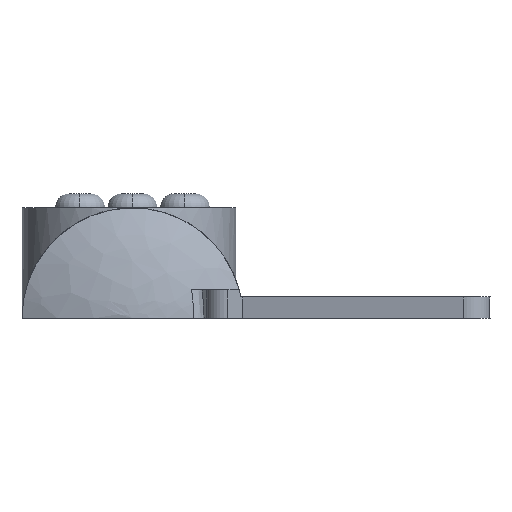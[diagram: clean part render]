
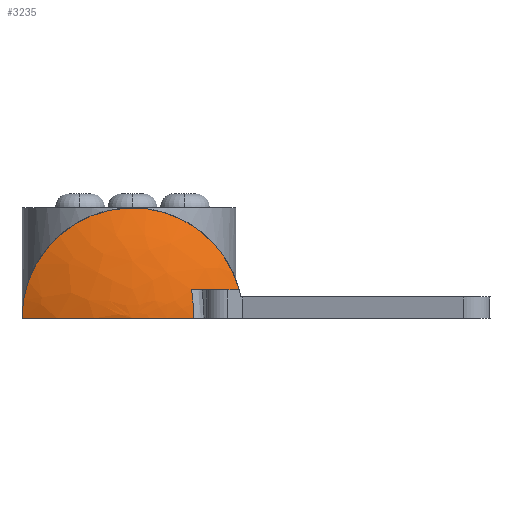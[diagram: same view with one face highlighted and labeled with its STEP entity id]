
A CAD part, left-side view. The second image highlights one B-rep face of the part: STEP entity #3235.
In plain terms, the highlighted free-form (B-spline) face has degree [2, 3] with [3, 4] control points.
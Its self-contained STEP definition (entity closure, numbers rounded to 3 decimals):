
#39 = CARTESIAN_POINT ( 'NONE',  ( -29.375, 1.927, 16.924 ) ) ;
#66 = CARTESIAN_POINT ( 'NONE',  ( -25.066, 41.604, 10.257 ) ) ;
#77 = CARTESIAN_POINT ( 'NONE',  ( -29.68, 1.467, 10.257 ) ) ;
#171 = CARTESIAN_POINT ( 'NONE',  ( -31.733, 15.771, 10.257 ) ) ;
#193 = CARTESIAN_POINT ( 'NONE',  ( -25.066, -10.062, 10.257 ) ) ;
#216 = CARTESIAN_POINT ( 'NONE',  ( -25.066, 41.604, 61.924 ) ) ;
#284 = CARTESIAN_POINT ( 'NONE',  ( -27.537, -3.69, 16.924 ) ) ;
#349 = CARTESIAN_POINT ( 'NONE',  ( -27.69, -3.29, 16.924 ) ) ;
#380 = ORIENTED_EDGE ( 'NONE', *, *, #2178, .T. ) ;
#442 = CARTESIAN_POINT ( 'NONE',  ( -29.647, 1.517, 12.48 ) ) ;
#492 = B_SPLINE_CURVE_WITH_KNOTS ( 'NONE', 3,
 ( #991, #3058, #4443, #2367, #651, #2027, #649, #349, #2734, #1749, #284, #1371, #1726, #4441, #4120, #3441, #2387 ),
 .UNSPECIFIED., .F., .F.,
 ( 4, 2, 2, 1, 1, 1, 1, 1, 2, 2, 4 ),
 ( 0., 0.25, 0.375, 0.438, 0.469, 0.484, 0.492, 0.496, 0.498, 0.5, 1. ),
 .UNSPECIFIED. ) ;
#503 = VERTEX_POINT ( 'NONE', #39 ) ;
#614 = CARTESIAN_POINT ( 'NONE',  ( -31.733, 15.771, 10.257 ) ) ;
#649 = CARTESIAN_POINT ( 'NONE',  ( -27.86, -2.838, 16.924 ) ) ;
#651 = CARTESIAN_POINT ( 'NONE',  ( -28.264, -1.708, 16.924 ) ) ;
#679 = EDGE_CURVE ( 'NONE', #3849, #503, #898, .T. ) ;
#714 = ORIENTED_EDGE ( 'NONE', *, *, #2747, .F. ) ;
#801 = CARTESIAN_POINT ( 'NONE',  ( -29.615, 1.566, 13.356 ) ) ;
#898 = B_SPLINE_CURVE_WITH_KNOTS ( 'NONE', 3,
 ( #1818, #3188, #1458, #2845, #442, #2523, #3915, #801, #1169, #2616, #2636, #3599, #4324, #4022 ),
 .UNSPECIFIED., .F., .F.,
 ( 4, 2, 2, 1, 1, 2, 2, 4 ),
 ( 0., 0.25, 0.375, 0.437, 0.469, 0.484, 0.5, 1. ),
 .UNSPECIFIED. ) ;
#901 = CARTESIAN_POINT ( 'NONE',  ( -31.733, 15.771, 10.257 ) ) ;
#951 = CARTESIAN_POINT ( 'NONE',  ( -31.471, 29.556, 10.257 ) ) ;
#984 = CARTESIAN_POINT ( 'NONE',  ( -31.733, 15.771, 10.257 ) ) ;
#991 = CARTESIAN_POINT ( 'NONE',  ( -29.375, 1.927, 16.924 ) ) ;
#1016 = CARTESIAN_POINT ( 'NONE',  ( -25.066, 15.771, 10.257 ) ) ;
#1098 = CARTESIAN_POINT ( 'NONE',  ( -29.68, 1.467, 10.257 ) ) ;
#1129 = ORIENTED_EDGE ( 'NONE', *, *, #3695, .F. ) ;
#1169 = CARTESIAN_POINT ( 'NONE',  ( -29.61, 1.573, 13.461 ) ) ;
#1190 = CARTESIAN_POINT ( 'NONE',  ( -31.592, 8.369, 10.257 ) ) ;
#1196 = CARTESIAN_POINT ( 'NONE',  ( -25.066, 41.604, 10.257 ) ) ;
#1241 = CARTESIAN_POINT ( 'NONE',  ( -25.066, -10.062, 61.924 ) ) ;
#1274 = B_SPLINE_CURVE_WITH_KNOTS ( 'NONE', 2,
 ( #1098, #1190, #4233 ),
 .UNSPECIFIED., .F., .F.,
 ( 3, 3 ),
 ( 0.463, 1. ),
 .UNSPECIFIED. ) ;
#1371 = CARTESIAN_POINT ( 'NONE',  ( -27.527, -3.715, 16.924 ) ) ;
#1394 = VERTEX_POINT ( 'NONE', #66 ) ;
#1458 = CARTESIAN_POINT ( 'NONE',  ( -29.674, 1.476, 11.362 ) ) ;
#1596 = CARTESIAN_POINT ( 'NONE',  ( -31.733, 15.771, 10.257 ) ) ;
#1726 = CARTESIAN_POINT ( 'NONE',  ( -27.521, -3.731, 16.924 ) ) ;
#1749 = CARTESIAN_POINT ( 'NONE',  ( -27.559, -3.632, 16.924 ) ) ;
#1752 = DIRECTION ( 'NONE',  ( 0., 0., -1. ) ) ;
#1818 = CARTESIAN_POINT ( 'NONE',  ( -29.68, 1.467, 10.257 ) ) ;
#1914 = CARTESIAN_POINT ( 'NONE',  ( -31.471, 29.556, 37.828 ) ) ;
#1917 = EDGE_LOOP ( 'NONE', ( #714, #4150, #380, #1129, #3066 ) ) ;
#1987 = VERTEX_POINT ( 'NONE', #3781 ) ;
#2027 = CARTESIAN_POINT ( 'NONE',  ( -27.998, -2.458, 16.924 ) ) ;
#2178 = EDGE_CURVE ( 'NONE', #503, #1987, #492, .T. ) ;
#2234 = FACE_OUTER_BOUND ( 'NONE', #1917, .T. ) ;
#2274 = CARTESIAN_POINT ( 'NONE',  ( -31.471, 1.985, 37.828 ) ) ;
#2346 = DIRECTION ( 'NONE',  ( 1., 0., 0. ) ) ;
#2367 = CARTESIAN_POINT ( 'NONE',  ( -28.429, -1.222, 16.924 ) ) ;
#2387 = CARTESIAN_POINT ( 'NONE',  ( -25.066, -9.187, 16.924 ) ) ;
#2450 = EDGE_CURVE ( 'NONE', #1394, #4085, #2765, .T. ) ;
#2523 = CARTESIAN_POINT ( 'NONE',  ( -29.633, 1.539, 12.9 ) ) ;
#2616 = CARTESIAN_POINT ( 'NONE',  ( -29.607, 1.578, 13.532 ) ) ;
#2636 = CARTESIAN_POINT ( 'NONE',  ( -29.605, 1.58, 13.568 ) ) ;
#2668 = CIRCLE ( 'NONE', #3972, 25.833 ) ;
#2680 =( BOUNDED_SURFACE ( )  B_SPLINE_SURFACE ( 2, 3, ( 
 ( #1196, #216, #1241, #193 ),
 ( #3645, #1914, #2274, #2987 ),
 ( #901, #1596, #2938, #171 ) ),
 .UNSPECIFIED., .F., .F., .T. ) 
 B_SPLINE_SURFACE_WITH_KNOTS ( ( 3, 3 ),
 ( 4, 4 ),
 ( 0., 1. ),
 ( 0., 1. ),
 .UNSPECIFIED. ) 
 GEOMETRIC_REPRESENTATION_ITEM ( )  RATIONAL_B_SPLINE_SURFACE ( (
 ( 1., 0.333, 0.333, 1.),
 ( 1., 0.333, 0.333, 1.),
 ( 1., 0.333, 0.333, 1.) ) ) 
 REPRESENTATION_ITEM ( '' )  SURFACE ( )  );
#2734 = CARTESIAN_POINT ( 'NONE',  ( -27.603, -3.518, 16.924 ) ) ;
#2747 = EDGE_CURVE ( 'NONE', #3849, #4085, #1274, .T. ) ;
#2765 = B_SPLINE_CURVE_WITH_KNOTS ( 'NONE', 2,
 ( #3698, #951, #614 ),
 .UNSPECIFIED., .F., .F.,
 ( 3, 3 ),
 ( 0., 1. ),
 .UNSPECIFIED. ) ;
#2845 = CARTESIAN_POINT ( 'NONE',  ( -29.655, 1.505, 12.2 ) ) ;
#2938 = CARTESIAN_POINT ( 'NONE',  ( -31.733, 15.771, 10.257 ) ) ;
#2987 = CARTESIAN_POINT ( 'NONE',  ( -31.471, 1.985, 10.257 ) ) ;
#3058 = CARTESIAN_POINT ( 'NONE',  ( -29.15, 1.09, 16.924 ) ) ;
#3066 = ORIENTED_EDGE ( 'NONE', *, *, #2450, .T. ) ;
#3188 = CARTESIAN_POINT ( 'NONE',  ( -29.68, 1.467, 10.807 ) ) ;
#3235 = ADVANCED_FACE ( 'NONE', ( #2234 ), #2680, .T. ) ;
#3441 = CARTESIAN_POINT ( 'NONE',  ( -26.079, -7.215, 16.924 ) ) ;
#3599 = CARTESIAN_POINT ( 'NONE',  ( -29.555, 1.657, 14.678 ) ) ;
#3645 = CARTESIAN_POINT ( 'NONE',  ( -31.471, 29.556, 10.257 ) ) ;
#3695 = EDGE_CURVE ( 'NONE', #1394, #1987, #2668, .T. ) ;
#3698 = CARTESIAN_POINT ( 'NONE',  ( -25.066, 41.604, 10.257 ) ) ;
#3781 = CARTESIAN_POINT ( 'NONE',  ( -25.066, -9.187, 16.924 ) ) ;
#3849 = VERTEX_POINT ( 'NONE', #77 ) ;
#3915 = CARTESIAN_POINT ( 'NONE',  ( -29.625, 1.551, 13.111 ) ) ;
#3972 = AXIS2_PLACEMENT_3D ( 'NONE', #1016, #2346, #1752 ) ;
#4022 = CARTESIAN_POINT ( 'NONE',  ( -29.375, 1.927, 16.924 ) ) ;
#4085 = VERTEX_POINT ( 'NONE', #984 ) ;
#4120 = CARTESIAN_POINT ( 'NONE',  ( -26.874, -5.396, 16.924 ) ) ;
#4150 = ORIENTED_EDGE ( 'NONE', *, *, #679, .T. ) ;
#4233 = CARTESIAN_POINT ( 'NONE',  ( -31.733, 15.771, 10.257 ) ) ;
#4324 = CARTESIAN_POINT ( 'NONE',  ( -29.48, 1.77, 15.789 ) ) ;
#4441 = CARTESIAN_POINT ( 'NONE',  ( -27.517, -3.741, 16.924 ) ) ;
#4443 = CARTESIAN_POINT ( 'NONE',  ( -28.889, 0.198, 16.924 ) ) ;
